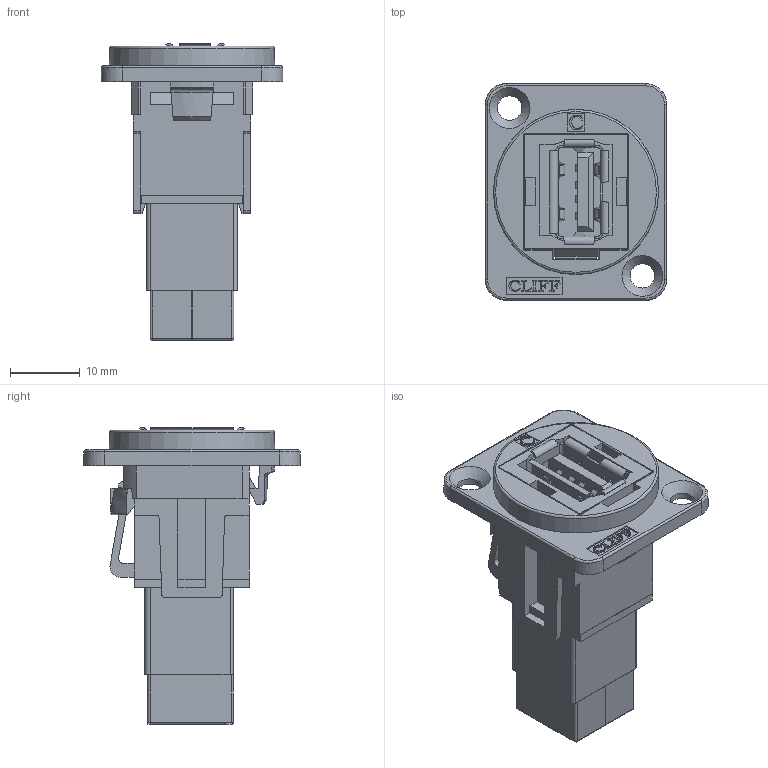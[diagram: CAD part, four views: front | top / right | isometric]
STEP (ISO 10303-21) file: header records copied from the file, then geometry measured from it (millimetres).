
FILE_DESCRIPTION(/* description */ (''),/* implementation_level */ '2;1');
FILE_NAME(/* name */ 'CP30210NM USB3 A-B.stp',/* time_stamp */ '2025-04-07T15:04:39+01:00',/* author */ ('tottley'),/* organization */ (''),/* preprocessor_version */ 'ST-DEVELOPER v20',/* originating_system */ 'Autodesk Inventor 2025',/* authorisation */ '');
FILE_SCHEMA (('AUTOMOTIVE_DESIGN { 1 0 10303 214 3 1 1 }'));
Products named in the file (1): CP30210N USB3 A-B
Bounding box: 26 x 31 x 42.48 mm (x, y, z)
Volume: 8556.1 mm3; surface area: 9391.9 mm2
Topology: 1 solids, 6 shells, 1107 faces, 3223 edges, 2062 vertices
Faces by surface type: plane 833, cylinder 147, bspline 107, cone 12, torus 8
Full cylindrical faces by diameter (mm): 3.5 x2
Entity records: 46234 total; most frequent: CARTESIAN_POINT 16517, ORIENTED_EDGE 6452, DIRECTION 5397, EDGE_CURVE 3226, LINE 2641, VECTOR 2641, VERTEX_POINT 2062, AXIS2_PLACEMENT_3D 1378
